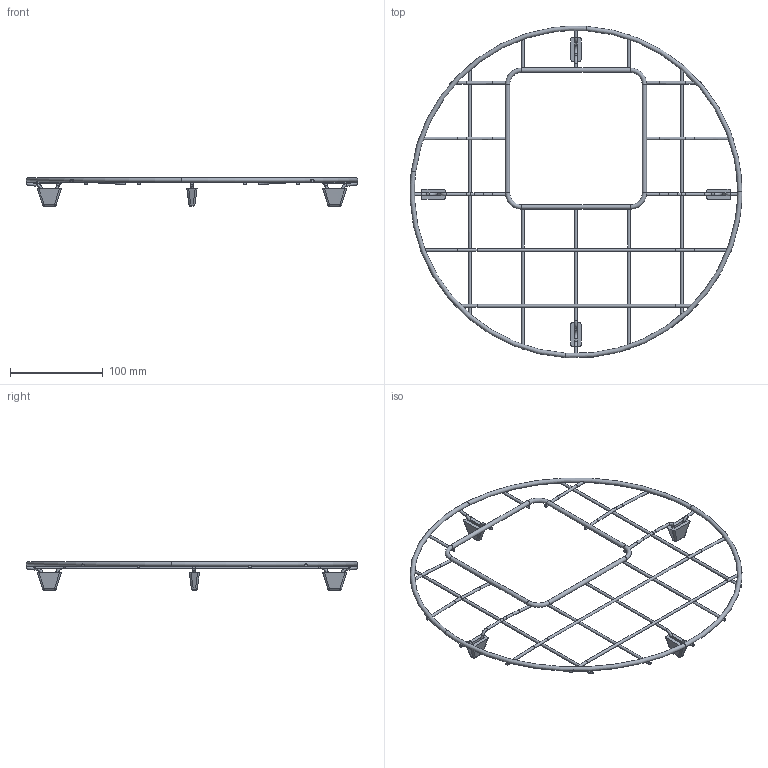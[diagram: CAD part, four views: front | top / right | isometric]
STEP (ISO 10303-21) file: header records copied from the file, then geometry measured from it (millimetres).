
FILE_DESCRIPTION(/* description */ (''),/* implementation_level */ '2;1');
FILE_NAME(/* name */ '1361_18.5x9 Inch Sink Rack Counter Bottom.stp',/* time_stamp */ '2016-12-27T09:22:05+03:00',/* author */ (''),/* organization */ (''),/* preprocessor_version */ 'ST-DEVELOPER v16',/* originating_system */ 'SIEMENS PLM Software NX 10.0',/* authorisation */ '');
FILE_SCHEMA (('AP203_CONFIGURATION_CONTROLLED_3D_DESIGN_OF_MECHANICAL_PARTS_AND_ASSEMBLIES_MIM_LF { 1 0 10303 403 2 1 2}'));
Length unit declared in the file: millimetre
Products named in the file (1): Can15C8F595tw8k
Bounding box: 357.2 x 357.14 x 30.73 mm (x, y, z)
Volume: 59468.6 mm3; surface area: 58005.6 mm2
Topology: 23 solids, 23 shells, 231 faces, 473 edges, 271 vertices
Faces by surface type: cylinder 52, bspline 50, plane 49, torus 40, sphere 20, cone 20
Full cylindrical faces by diameter (mm): 3 x38, 4.8 x4
Entity records: 7350 total; most frequent: CARTESIAN_POINT 3416, DIRECTION 714, ORIENTED_EDGE 686, EDGE_CURVE 343, EDGE_LOOP 318, AXIS2_PLACEMENT_3D 317, VERTEX_POINT 243, ADVANCED_FACE 231
